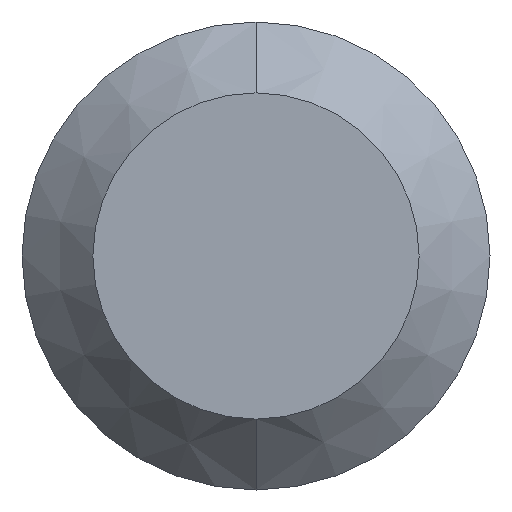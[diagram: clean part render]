
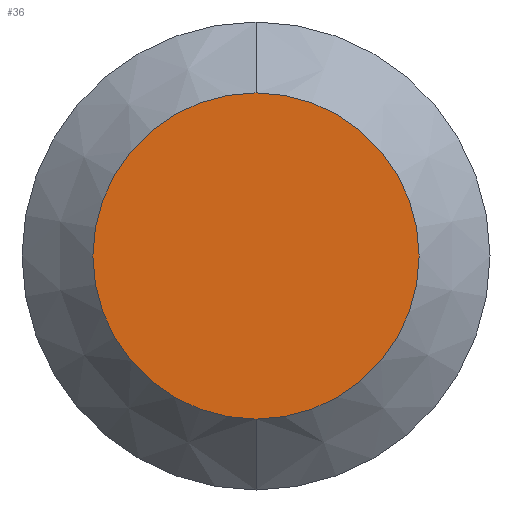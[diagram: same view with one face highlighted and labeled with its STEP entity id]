
A CAD part, front view. The second image highlights one B-rep face of the part: STEP entity #36.
In plain terms, the highlighted planar face has unit normal (0, -1, 0).
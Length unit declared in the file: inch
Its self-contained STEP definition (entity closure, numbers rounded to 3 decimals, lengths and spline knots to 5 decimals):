
#36 = ADVANCED_FACE ( 'NONE', ( #78 ), #77, .F. ) ;
#41 = EDGE_LOOP ( 'NONE', ( #165, #166 ) ) ;
#73 = DIRECTION ( 'NONE',  ( 0., 0., 1. ) ) ;
#74 = DIRECTION ( 'NONE',  ( 0., 1., 0. ) ) ;
#75 = CARTESIAN_POINT ( 'NONE',  ( 0., -0.5, 0. ) ) ;
#76 = AXIS2_PLACEMENT_3D ( 'NONE', #75, #74, #73 ) ;
#77 = PLANE ( 'NONE',  #76 ) ;
#78 = FACE_OUTER_BOUND ( 'NONE', #41, .T. ) ;
#128 = EDGE_CURVE ( 'NONE', #129, #130, #221, .T. ) ;
#129 = VERTEX_POINT ( 'NONE', #216 ) ;
#130 = VERTEX_POINT ( 'NONE', #215 ) ;
#165 = ORIENTED_EDGE ( 'NONE', *, *, #171, .T. ) ;
#166 = ORIENTED_EDGE ( 'NONE', *, *, #128, .T. ) ;
#171 = EDGE_CURVE ( 'NONE', #130, #129, #332, .T. ) ;
#215 = CARTESIAN_POINT ( 'NONE',  ( 0., -0.5, 0.0575 ) ) ;
#216 = CARTESIAN_POINT ( 'NONE',  ( 0., -0.5, -0.0575 ) ) ;
#217 = DIRECTION ( 'NONE',  ( 0., 0., 1. ) ) ;
#218 = DIRECTION ( 'NONE',  ( 0., -1., 0. ) ) ;
#219 = CARTESIAN_POINT ( 'NONE',  ( 0., -0.5, 0. ) ) ;
#220 = AXIS2_PLACEMENT_3D ( 'NONE', #219, #218, #217 ) ;
#221 = CIRCLE ( 'NONE', #220, 0.0575 ) ;
#332 = CIRCLE ( 'NONE', #333, 0.0575 ) ;
#333 = AXIS2_PLACEMENT_3D ( 'NONE', #429, #424, #345 ) ;
#345 = DIRECTION ( 'NONE',  ( 0., 0., 1. ) ) ;
#424 = DIRECTION ( 'NONE',  ( 0., -1., 0. ) ) ;
#429 = CARTESIAN_POINT ( 'NONE',  ( 0., -0.5, 0. ) ) ;
